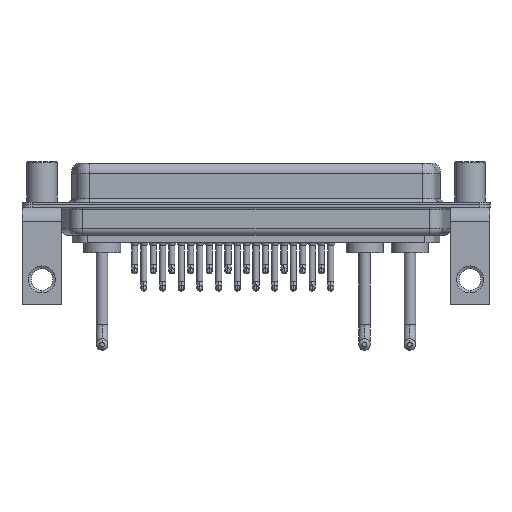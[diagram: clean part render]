
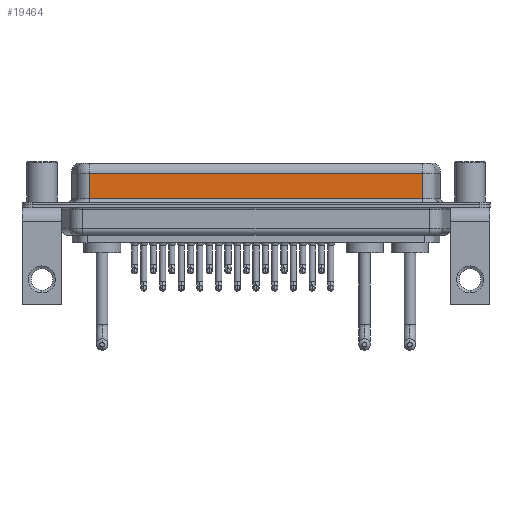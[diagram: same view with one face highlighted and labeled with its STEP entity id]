
A CAD part, front view. The second image highlights one B-rep face of the part: STEP entity #19464.
In plain terms, the highlighted planar face has unit normal (0, -1, 0).
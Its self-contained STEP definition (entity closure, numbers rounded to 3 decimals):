
#1247 = VERTEX_POINT ( 'NONE', #13317 ) ;
#1422 = DIRECTION ( 'NONE',  ( 0., 1., 0. ) ) ;
#1709 = FACE_OUTER_BOUND ( 'NONE', #17285, .T. ) ;
#2459 = VERTEX_POINT ( 'NONE', #14803 ) ;
#3086 = CARTESIAN_POINT ( 'NONE',  ( 7.038, -3.95, 6.4 ) ) ;
#3213 = DIRECTION ( 'NONE',  ( 0., 0., -1. ) ) ;
#3283 = CARTESIAN_POINT ( 'NONE',  ( 56.462, -3.95, 6.4 ) ) ;
#3451 = CARTESIAN_POINT ( 'NONE',  ( 56.462, -3.95, 4.65 ) ) ;
#4138 = EDGE_CURVE ( 'NONE', #22934, #2459, #21706, .T. ) ;
#4748 = ORIENTED_EDGE ( 'NONE', *, *, #24306, .F. ) ;
#6921 = VECTOR ( 'NONE', #3213, 1000. ) ;
#7576 = LINE ( 'NONE', #17850, #24297 ) ;
#7817 = CARTESIAN_POINT ( 'NONE',  ( 56.462, -3.95, 0.9 ) ) ;
#8402 = ORIENTED_EDGE ( 'NONE', *, *, #23168, .T. ) ;
#9544 = DIRECTION ( 'NONE',  ( 0., 0., 1. ) ) ;
#11312 = DIRECTION ( 'NONE',  ( 1., 0., 0. ) ) ;
#12967 = LINE ( 'NONE', #3086, #6921 ) ;
#13317 = CARTESIAN_POINT ( 'NONE',  ( 7.038, -3.95, 0.9 ) ) ;
#13681 = DIRECTION ( 'NONE',  ( 0., 0., -1. ) ) ;
#13786 = VECTOR ( 'NONE', #13681, 1000. ) ;
#14803 = CARTESIAN_POINT ( 'NONE',  ( 7.038, -3.95, 4.65 ) ) ;
#15556 = CARTESIAN_POINT ( 'NONE',  ( 56.462, -3.95, 6.4 ) ) ;
#16014 = VECTOR ( 'NONE', #19711, 1000. ) ;
#16296 = AXIS2_PLACEMENT_3D ( 'NONE', #15556, #1422, #9544 ) ;
#16950 = ORIENTED_EDGE ( 'NONE', *, *, #17542, .T. ) ;
#17285 = EDGE_LOOP ( 'NONE', ( #4748, #22072, #8402, #16950 ) ) ;
#17542 = EDGE_CURVE ( 'NONE', #1247, #19702, #7576, .T. ) ;
#17814 = LINE ( 'NONE', #3283, #13786 ) ;
#17850 = CARTESIAN_POINT ( 'NONE',  ( 56.462, -3.95, 0.9 ) ) ;
#19464 = ADVANCED_FACE ( 'NONE', ( #1709 ), #19816, .F. ) ;
#19702 = VERTEX_POINT ( 'NONE', #7817 ) ;
#19711 = DIRECTION ( 'NONE',  ( -1., 0., 0. ) ) ;
#19816 = PLANE ( 'NONE',  #16296 ) ;
#21706 = LINE ( 'NONE', #3451, #16014 ) ;
#22072 = ORIENTED_EDGE ( 'NONE', *, *, #4138, .T. ) ;
#22298 = CARTESIAN_POINT ( 'NONE',  ( 56.462, -3.95, 4.65 ) ) ;
#22934 = VERTEX_POINT ( 'NONE', #22298 ) ;
#23168 = EDGE_CURVE ( 'NONE', #2459, #1247, #12967, .T. ) ;
#24297 = VECTOR ( 'NONE', #11312, 1000. ) ;
#24306 = EDGE_CURVE ( 'NONE', #22934, #19702, #17814, .T. ) ;
